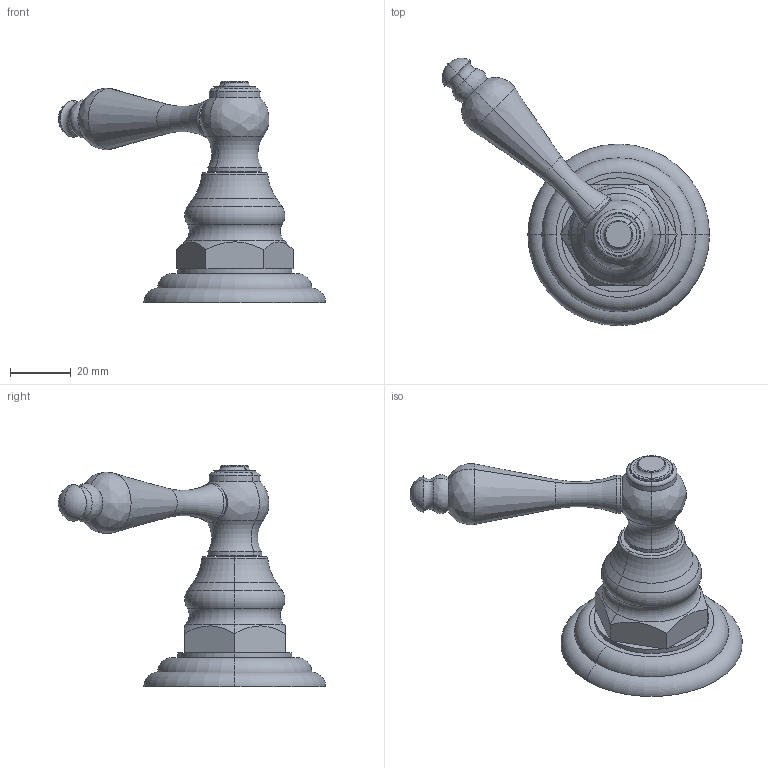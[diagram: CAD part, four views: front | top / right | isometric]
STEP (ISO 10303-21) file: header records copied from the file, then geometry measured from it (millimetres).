
FILE_DESCRIPTION((''),'2;1');
FILE_NAME('3-163L','2020-12-30T14:19:56',('jinson.thomas'),(''),'CREO PARAMETRIC BY PTC INC, 2018400','CREO PARAMETRIC BY PTC INC, 2018400','');
FILE_SCHEMA(('CONFIG_CONTROL_DESIGN'));
Length unit declared in the file: inch
Products named in the file (1): 3-163L
Bounding box: 88.14 x 88.14 x 72.95 mm (x, y, z)
Volume: 64351.5 mm3; surface area: 14466.1 mm2
Topology: 1 solids, 1 shells, 79 faces, 164 edges, 91 vertices
Faces by surface type: plane 27, torus 22, cylinder 12, cone 10, bspline 6, sphere 2
Entity records: 2302 total; most frequent: CARTESIAN_POINT 564, DIRECTION 404, ORIENTED_EDGE 324, AXIS2_PLACEMENT_3D 179, EDGE_CURVE 162, CIRCLE 106, VERTEX_POINT 91, EDGE_LOOP 85
